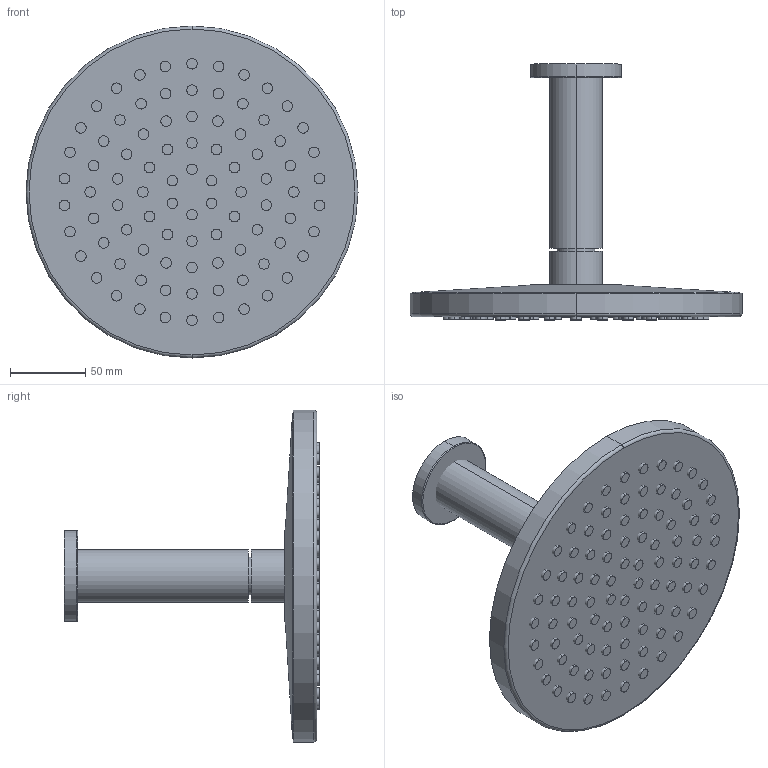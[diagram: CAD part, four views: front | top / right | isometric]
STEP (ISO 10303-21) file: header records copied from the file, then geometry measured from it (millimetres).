
FILE_DESCRIPTION (( 'STEP AP214' ), '1' );
FILE_NAME ('28669970.STEP', '2017-05-23T11:24:18', ( '' ), ( '' ), 'SwSTEP 2.0', 'SolidWorks 2014', '' );
FILE_SCHEMA (( 'AUTOMOTIVE_DESIGN' ));
Length unit declared in the file: millimetre
Products named in the file (6): Planungsmodell_Deckel-+-09.11.01.132.90-01_K1; Planungsmodell_Einsatz-+-09.12.01.081.90-01; Planungsmodell_Rohr-+-09.20.88.002.94-01_ _K23_35x32_25x2_35x116; Planungsmodell_Rohr_gerade-+-28.568.780-10_ _K254_220x15,50; Planungsmodell_Rohr_gerade-+-28.568.780-10_ _K257_60x9; 28669970
Assembly tree (5 placements, depth 2):
  28669970
    Planungsmodell_Rohr_gerade-+-28.568.780-10_ _K257_60x9
    Planungsmodell_Rohr_gerade-+-28.568.780-10_ _K254_220x15,50
    Planungsmodell_Rohr-+-09.20.88.002.94-01_ _K23_35x32_25x2_35x116
    Planungsmodell_Einsatz-+-09.12.01.081.90-01
    Planungsmodell_Deckel-+-09.11.01.132.90-01_K1
Bounding box: 220 x 169.5 x 220 mm (x, y, z)
Volume: 1025350.3 mm3; surface area: 253566.9 mm2
Topology: 5 solids, 5 shells, 312 faces, 626 edges, 416 vertices
Faces by surface type: cylinder 192, plane 102, torus 12, cone 6
Entity records: 8588 total; most frequent: DIRECTION 1694, CARTESIAN_POINT 1362, ORIENTED_EDGE 1252, AXIS2_PLACEMENT_3D 748, EDGE_CURVE 626, CIRCLE 428, VERTEX_POINT 416, EDGE_LOOP 404
